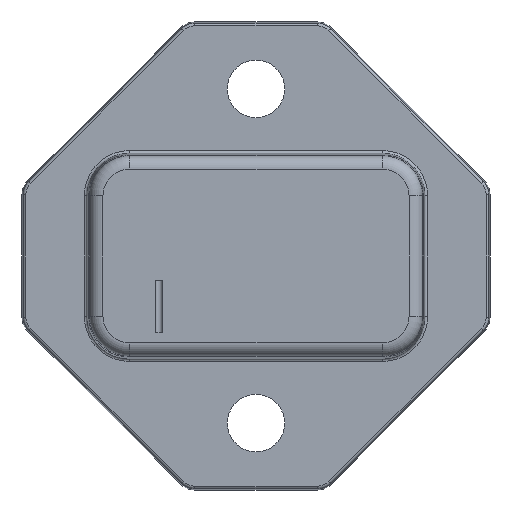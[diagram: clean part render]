
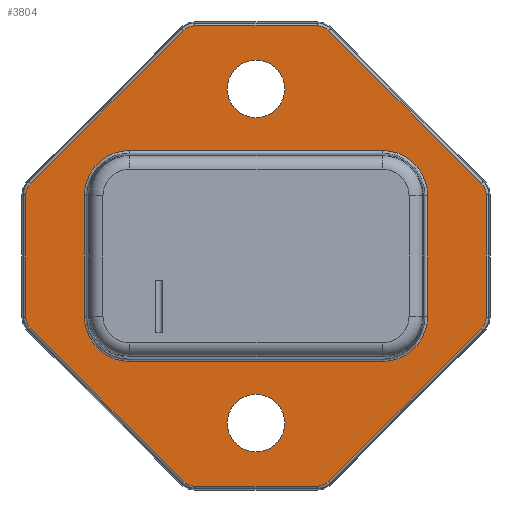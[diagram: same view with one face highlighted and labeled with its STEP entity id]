
A CAD part, front view. The second image highlights one B-rep face of the part: STEP entity #3804.
In plain terms, the highlighted planar face has unit normal (0, -1, 0).
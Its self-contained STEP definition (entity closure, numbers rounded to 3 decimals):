
#207=CARTESIAN_POINT('',(-4.579,4.75,-16.));
#208=DIRECTION('',(0.,1.,0.));
#209=DIRECTION('',(0.,0.,-1.));
#210=AXIS2_PLACEMENT_3D('',#207,#208,#209);
#212=DIRECTION('',(-0.707,0.,0.707));
#213=VECTOR('',#212,16.152);
#214=CARTESIAN_POINT('',(-5.434,4.75,-16.856));
#215=LINE('',#214,#213);
#216=CARTESIAN_POINT('',(-16.,4.75,-4.579));
#217=DIRECTION('',(0.,1.,0.));
#218=DIRECTION('',(-0.707,0.,-0.707));
#219=AXIS2_PLACEMENT_3D('',#216,#217,#218);
#221=CARTESIAN_POINT('',(-16.,4.75,4.579));
#222=DIRECTION('',(0.,1.,0.));
#223=DIRECTION('',(-1.,0.,0.));
#224=AXIS2_PLACEMENT_3D('',#221,#222,#223);
#226=DIRECTION('',(0.707,0.,0.707));
#227=VECTOR('',#226,16.152);
#228=CARTESIAN_POINT('',(-16.856,4.75,5.434));
#229=LINE('',#228,#227);
#230=CARTESIAN_POINT('',(-4.579,4.75,16.));
#231=DIRECTION('',(0.,1.,0.));
#232=DIRECTION('',(-0.707,0.,0.707));
#233=AXIS2_PLACEMENT_3D('',#230,#231,#232);
#235=CARTESIAN_POINT('',(4.579,4.75,16.));
#236=DIRECTION('',(0.,1.,0.));
#237=DIRECTION('',(0.,0.,1.));
#238=AXIS2_PLACEMENT_3D('',#235,#236,#237);
#240=DIRECTION('',(0.707,0.,-0.707));
#241=VECTOR('',#240,16.152);
#242=CARTESIAN_POINT('',(5.434,4.75,16.856));
#243=LINE('',#242,#241);
#244=CARTESIAN_POINT('',(16.,4.75,4.579));
#245=DIRECTION('',(0.,1.,0.));
#246=DIRECTION('',(0.707,0.,0.707));
#247=AXIS2_PLACEMENT_3D('',#244,#245,#246);
#249=CARTESIAN_POINT('',(16.,4.75,-4.579));
#250=DIRECTION('',(0.,1.,0.));
#251=DIRECTION('',(1.,0.,0.));
#252=AXIS2_PLACEMENT_3D('',#249,#250,#251);
#254=DIRECTION('',(-0.707,0.,-0.707));
#255=VECTOR('',#254,16.152);
#256=CARTESIAN_POINT('',(16.856,4.75,-5.434));
#257=LINE('',#256,#255);
#258=CARTESIAN_POINT('',(4.579,4.75,-16.));
#259=DIRECTION('',(0.,1.,0.));
#260=DIRECTION('',(0.707,0.,-0.707));
#261=AXIS2_PLACEMENT_3D('',#258,#259,#260);
#263=CARTESIAN_POINT('',(0.,4.75,12.5));
#264=DIRECTION('',(0.,-1.,0.));
#265=DIRECTION('',(0.,0.,1.));
#266=AXIS2_PLACEMENT_3D('',#263,#264,#265);
#268=CARTESIAN_POINT('',(0.,4.75,12.5));
#269=DIRECTION('',(0.,-1.,0.));
#270=DIRECTION('',(0.,0.,-1.));
#271=AXIS2_PLACEMENT_3D('',#268,#269,#270);
#273=CARTESIAN_POINT('',(-9.465,4.75,4.515));
#274=DIRECTION('',(0.,-1.,0.));
#275=DIRECTION('',(0.,0.,1.));
#276=AXIS2_PLACEMENT_3D('',#273,#274,#275);
#278=CARTESIAN_POINT('',(-9.465,4.75,-4.515));
#279=DIRECTION('',(0.,-1.,0.));
#280=DIRECTION('',(-1.,0.,0.));
#281=AXIS2_PLACEMENT_3D('',#278,#279,#280);
#283=CARTESIAN_POINT('',(9.465,4.75,-4.515));
#284=DIRECTION('',(0.,-1.,0.));
#285=DIRECTION('',(0.,0.,-1.));
#286=AXIS2_PLACEMENT_3D('',#283,#284,#285);
#288=CARTESIAN_POINT('',(9.465,4.75,4.515));
#289=DIRECTION('',(0.,-1.,0.));
#290=DIRECTION('',(1.,0.,0.));
#291=AXIS2_PLACEMENT_3D('',#288,#289,#290);
#293=CARTESIAN_POINT('',(0.,4.75,-12.5));
#294=DIRECTION('',(0.,-1.,0.));
#295=DIRECTION('',(0.,0.,1.));
#296=AXIS2_PLACEMENT_3D('',#293,#294,#295);
#298=CARTESIAN_POINT('',(0.,4.75,-12.5));
#299=DIRECTION('',(0.,-1.,0.));
#300=DIRECTION('',(0.,0.,-1.));
#301=AXIS2_PLACEMENT_3D('',#298,#299,#300);
#318=DIRECTION('',(1.,0.,0.));
#319=VECTOR('',#318,9.157);
#320=CARTESIAN_POINT('',(-4.579,4.75,-17.21));
#321=LINE('',#320,#319);
#384=DIRECTION('',(0.,0.,-1.));
#385=VECTOR('',#384,9.157);
#386=CARTESIAN_POINT('',(-17.21,4.75,4.579));
#387=LINE('',#386,#385);
#442=DIRECTION('',(-1.,0.,0.));
#443=VECTOR('',#442,9.157);
#444=CARTESIAN_POINT('',(4.579,4.75,17.21));
#445=LINE('',#444,#443);
#500=DIRECTION('',(0.,0.,1.));
#501=VECTOR('',#500,9.157);
#502=CARTESIAN_POINT('',(17.21,4.75,-4.579));
#503=LINE('',#502,#501);
#582=DIRECTION('',(1.,0.,0.));
#583=VECTOR('',#582,18.93);
#584=CARTESIAN_POINT('',(-9.465,4.75,7.888));
#585=LINE('',#584,#583);
#605=DIRECTION('',(0.,0.,-1.));
#606=VECTOR('',#605,9.03);
#607=CARTESIAN_POINT('',(12.838,4.75,4.515));
#608=LINE('',#607,#606);
#628=DIRECTION('',(-1.,0.,0.));
#629=VECTOR('',#628,18.93);
#630=CARTESIAN_POINT('',(9.465,4.75,-7.888));
#631=LINE('',#630,#629);
#651=DIRECTION('',(0.,0.,1.));
#652=VECTOR('',#651,9.03);
#653=CARTESIAN_POINT('',(-12.838,4.75,-4.515));
#654=LINE('',#653,#652);
#2982=CARTESIAN_POINT('',(0.,4.75,-14.65));
#2983=VERTEX_POINT('',#2982);
#2984=CARTESIAN_POINT('',(0.,4.75,-10.35));
#2985=VERTEX_POINT('',#2984);
#2986=CARTESIAN_POINT('',(-4.579,4.75,-17.21));
#2987=CARTESIAN_POINT('',(-5.434,4.75,-16.856));
#2988=VERTEX_POINT('',#2986);
#2989=VERTEX_POINT('',#2987);
#2990=CARTESIAN_POINT('',(-16.856,4.75,
-5.434));
#2991=VERTEX_POINT('',#2990);
#2992=CARTESIAN_POINT('',(-17.21,4.75,-4.579));
#2993=VERTEX_POINT('',#2992);
#2994=CARTESIAN_POINT('',(-17.21,4.75,4.579));
#2995=VERTEX_POINT('',#2994);
#2996=CARTESIAN_POINT('',(-16.856,4.75,5.434));
#2997=VERTEX_POINT('',#2996);
#2998=CARTESIAN_POINT('',(-5.434,4.75,16.856));
#2999=VERTEX_POINT('',#2998);
#3000=CARTESIAN_POINT('',(-4.579,4.75,17.21));
#3001=VERTEX_POINT('',#3000);
#3002=CARTESIAN_POINT('',(4.579,4.75,17.21));
#3003=VERTEX_POINT('',#3002);
#3004=CARTESIAN_POINT('',(5.434,4.75,16.856));
#3005=VERTEX_POINT('',#3004);
#3006=CARTESIAN_POINT('',(16.856,4.75,5.434));
#3007=VERTEX_POINT('',#3006);
#3008=CARTESIAN_POINT('',(17.21,4.75,4.579));
#3009=VERTEX_POINT('',#3008);
#3010=CARTESIAN_POINT('',(17.21,4.75,-4.579));
#3011=VERTEX_POINT('',#3010);
#3012=CARTESIAN_POINT('',(16.856,4.75,-5.434));
#3013=VERTEX_POINT('',#3012);
#3014=CARTESIAN_POINT('',(5.434,4.75,-16.856));
#3015=VERTEX_POINT('',#3014);
#3016=CARTESIAN_POINT('',(4.579,4.75,-17.21));
#3017=VERTEX_POINT('',#3016);
#3018=CARTESIAN_POINT('',(0.,4.75,14.65));
#3019=CARTESIAN_POINT('',(0.,4.75,10.35));
#3020=VERTEX_POINT('',#3018);
#3021=VERTEX_POINT('',#3019);
#3022=CARTESIAN_POINT('',(-9.465,4.75,7.888));
#3023=CARTESIAN_POINT('',(-12.838,4.75,4.515));
#3024=VERTEX_POINT('',#3022);
#3025=VERTEX_POINT('',#3023);
#3026=CARTESIAN_POINT('',(-12.838,4.75,-4.515));
#3027=VERTEX_POINT('',#3026);
#3028=CARTESIAN_POINT('',(-9.465,4.75,-7.888));
#3029=VERTEX_POINT('',#3028);
#3030=CARTESIAN_POINT('',(9.465,4.75,-7.888));
#3031=VERTEX_POINT('',#3030);
#3032=CARTESIAN_POINT('',(12.838,4.75,-4.515));
#3033=VERTEX_POINT('',#3032);
#3034=CARTESIAN_POINT('',(12.838,4.75,4.515));
#3035=VERTEX_POINT('',#3034);
#3036=CARTESIAN_POINT('',(9.465,4.75,7.888));
#3037=VERTEX_POINT('',#3036);
#3736=CARTESIAN_POINT('',(0.,4.75,-7.515));
#3737=DIRECTION('',(0.,-1.,0.));
#3738=DIRECTION('',(-1.,0.,0.));
#3739=AXIS2_PLACEMENT_3D('',#3736,#3737,#3738);
#3740=PLANE('',#3739);
#3742=ORIENTED_EDGE('',*,*,#3741,.T.);
#3744=ORIENTED_EDGE('',*,*,#3743,.T.);
#3746=ORIENTED_EDGE('',*,*,#3745,.T.);
#3748=ORIENTED_EDGE('',*,*,#3747,.F.);
#3750=ORIENTED_EDGE('',*,*,#3749,.T.);
#3752=ORIENTED_EDGE('',*,*,#3751,.T.);
#3754=ORIENTED_EDGE('',*,*,#3753,.T.);
#3756=ORIENTED_EDGE('',*,*,#3755,.F.);
#3758=ORIENTED_EDGE('',*,*,#3757,.T.);
#3760=ORIENTED_EDGE('',*,*,#3759,.T.);
#3762=ORIENTED_EDGE('',*,*,#3761,.T.);
#3764=ORIENTED_EDGE('',*,*,#3763,.F.);
#3766=ORIENTED_EDGE('',*,*,#3765,.T.);
#3767=ORIENTED_EDGE('',*,*,#3719,.T.);
#3769=ORIENTED_EDGE('',*,*,#3768,.T.);
#3771=ORIENTED_EDGE('',*,*,#3770,.F.);
#3772=EDGE_LOOP('',(#3742,#3744,#3746,#3748,#3750,#3752,#3754,#3756,#3758,#3760,
#3762,#3764,#3766,#3767,#3769,#3771));
#3773=FACE_OUTER_BOUND('',#3772,.F.);
#3775=ORIENTED_EDGE('',*,*,#3774,.T.);
#3777=ORIENTED_EDGE('',*,*,#3776,.T.);
#3778=EDGE_LOOP('',(#3775,#3777));
#3779=FACE_BOUND('',#3778,.F.);
#3781=ORIENTED_EDGE('',*,*,#3780,.T.);
#3783=ORIENTED_EDGE('',*,*,#3782,.F.);
#3785=ORIENTED_EDGE('',*,*,#3784,.T.);
#3787=ORIENTED_EDGE('',*,*,#3786,.F.);
#3789=ORIENTED_EDGE('',*,*,#3788,.T.);
#3791=ORIENTED_EDGE('',*,*,#3790,.F.);
#3793=ORIENTED_EDGE('',*,*,#3792,.T.);
#3795=ORIENTED_EDGE('',*,*,#3794,.F.);
#3796=EDGE_LOOP('',(#3781,#3783,#3785,#3787,#3789,#3791,#3793,#3795));
#3797=FACE_BOUND('',#3796,.F.);
#3799=ORIENTED_EDGE('',*,*,#3798,.T.);
#3801=ORIENTED_EDGE('',*,*,#3800,.T.);
#3802=EDGE_LOOP('',(#3799,#3801));
#3803=FACE_BOUND('',#3802,.F.);
#3804=ADVANCED_FACE('',(#3773,#3779,#3797,#3803),#3740,.T.);
#211=CIRCLE('',#210,1.21);
#220=CIRCLE('',#219,1.21);
#225=CIRCLE('',#224,1.21);
#234=CIRCLE('',#233,1.21);
#239=CIRCLE('',#238,1.21);
#248=CIRCLE('',#247,1.21);
#253=CIRCLE('',#252,1.21);
#262=CIRCLE('',#261,1.21);
#267=CIRCLE('',#266,2.15);
#272=CIRCLE('',#271,2.15);
#277=CIRCLE('',#276,3.373);
#282=CIRCLE('',#281,3.373);
#287=CIRCLE('',#286,3.373);
#292=CIRCLE('',#291,3.373);
#297=CIRCLE('',#296,2.15);
#302=CIRCLE('',#301,2.15);
#3719=EDGE_CURVE('',#3013,#3015,#257,.T.);
#3741=EDGE_CURVE('',#2988,#2989,#211,.T.);
#3743=EDGE_CURVE('',#2989,#2991,#215,.T.);
#3745=EDGE_CURVE('',#2991,#2993,#220,.T.);
#3747=EDGE_CURVE('',#2995,#2993,#387,.T.);
#3749=EDGE_CURVE('',#2995,#2997,#225,.T.);
#3751=EDGE_CURVE('',#2997,#2999,#229,.T.);
#3753=EDGE_CURVE('',#2999,#3001,#234,.T.);
#3755=EDGE_CURVE('',#3003,#3001,#445,.T.);
#3757=EDGE_CURVE('',#3003,#3005,#239,.T.);
#3759=EDGE_CURVE('',#3005,#3007,#243,.T.);
#3761=EDGE_CURVE('',#3007,#3009,#248,.T.);
#3763=EDGE_CURVE('',#3011,#3009,#503,.T.);
#3765=EDGE_CURVE('',#3011,#3013,#253,.T.);
#3768=EDGE_CURVE('',#3015,#3017,#262,.T.);
#3770=EDGE_CURVE('',#2988,#3017,#321,.T.);
#3774=EDGE_CURVE('',#3020,#3021,#267,.T.);
#3776=EDGE_CURVE('',#3021,#3020,#272,.T.);
#3780=EDGE_CURVE('',#3024,#3025,#277,.T.);
#3782=EDGE_CURVE('',#3027,#3025,#654,.T.);
#3784=EDGE_CURVE('',#3027,#3029,#282,.T.);
#3786=EDGE_CURVE('',#3031,#3029,#631,.T.);
#3788=EDGE_CURVE('',#3031,#3033,#287,.T.);
#3790=EDGE_CURVE('',#3035,#3033,#608,.T.);
#3792=EDGE_CURVE('',#3035,#3037,#292,.T.);
#3794=EDGE_CURVE('',#3024,#3037,#585,.T.);
#3798=EDGE_CURVE('',#2985,#2983,#297,.T.);
#3800=EDGE_CURVE('',#2983,#2985,#302,.T.);
